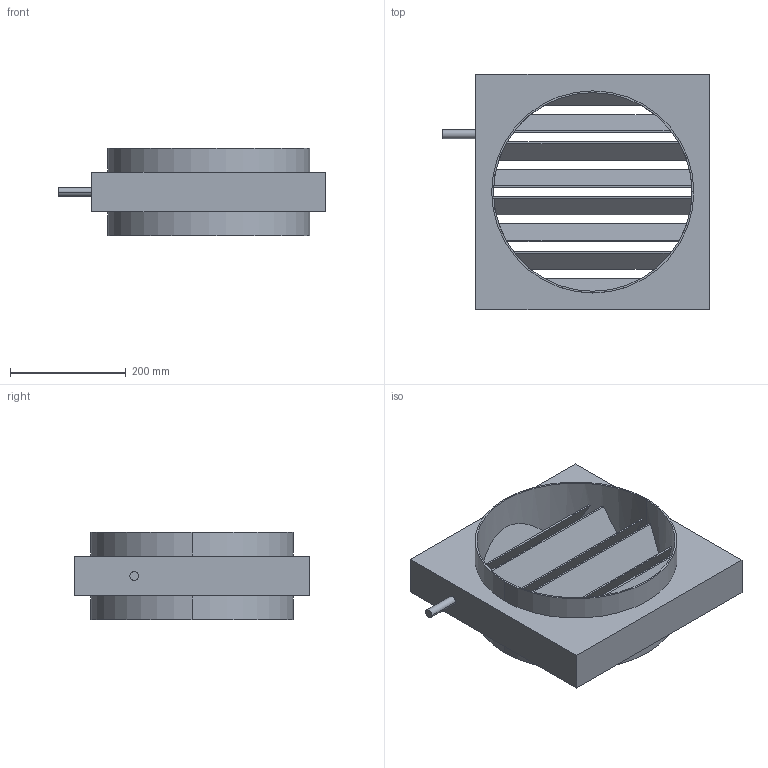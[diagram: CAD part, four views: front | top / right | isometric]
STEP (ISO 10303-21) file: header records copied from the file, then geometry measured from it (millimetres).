
FILE_DESCRIPTION (( 'STEP AP214' ), '1' );
FILE_NAME ('JRE 35.STEP', '2018-05-14T11:35:13', ( 'CADnetwork' ), ( '' ), 'SwSTEP 2.0', 'SolidWorks 2014', '' );
FILE_SCHEMA (( 'AUTOMOTIVE_DESIGN' ));
Length unit declared in the file: millimetre
Products named in the file (1): JRE 35
Bounding box: 463 x 408 x 151 mm (x, y, z)
Volume: 5657348.7 mm3; surface area: 780869.7 mm2
Topology: 1 solids, 1 shells, 47 faces, 120 edges, 80 vertices
Faces by surface type: plane 39, cylinder 8
Entity records: 1500 total; most frequent: CARTESIAN_POINT 332, ORIENTED_EDGE 240, DIRECTION 232, EDGE_CURVE 120, AXIS2_PLACEMENT_3D 92, VERTEX_POINT 80, EDGE_LOOP 66, LINE 48
